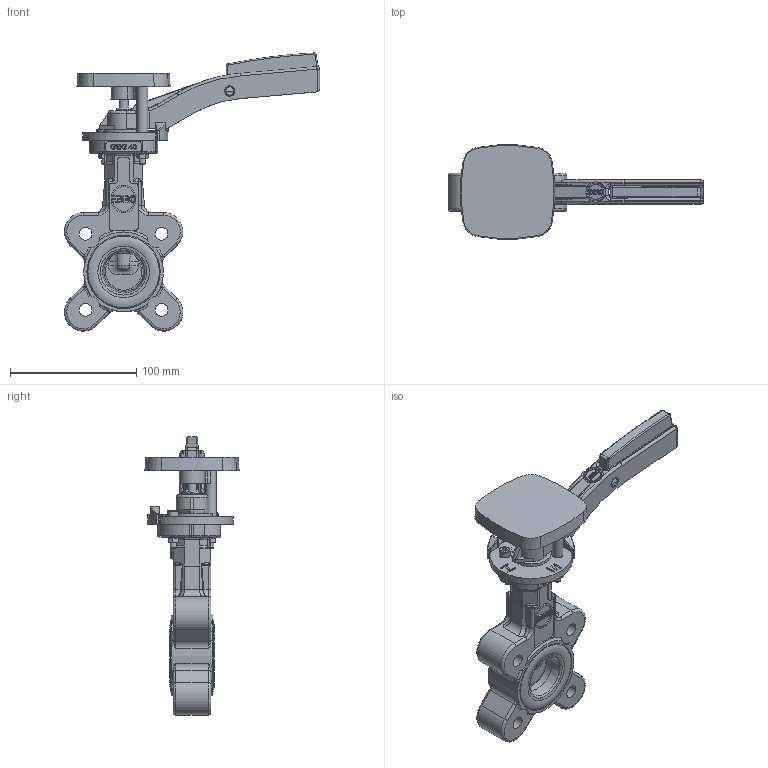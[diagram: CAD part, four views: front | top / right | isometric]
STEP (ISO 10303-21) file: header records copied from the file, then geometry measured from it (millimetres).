
FILE_DESCRIPTION((''),'2;1');
FILE_NAME('Z14Z-025-0008.stp','2009-01-28T13:07:44',('hellwig'),(''),'Autodesk Inventor 2008','Autodesk Inventor 2008','');
FILE_SCHEMA(('AUTOMOTIVE_DESIGN { 1 0 10303 214 1 1 1 1 }'));
Length unit declared in the file: millimetre
Products named in the file (1): Bauteil3
Bounding box: 201.8 x 74.5 x 219.88 mm (x, y, z)
Volume: 356137.5 mm3; surface area: 111101 mm2
Topology: 1 solids, 12 shells, 1533 faces, 4038 edges, 2549 vertices
Faces by surface type: plane 611, cylinder 438, bspline 353, torus 67, cone 57, sphere 7
Full cylindrical faces by diameter (mm): 2.5 x1, 3 x5, 4 x3, 4.5 x1, 5 x4, 5.3 x2, 5.5 x2, 6.45 x1, 7 x2, 8 x2, 8.2 x2, 8.5 x2, 9 x1, 9.2 x1, 9.5 x2, 9.8 x1, 11 x2, 11.2 x1, 12 x3, 12.2 x2, 12.35 x1, 13.8 x1, 14 x3, 14.35 x1, 15 x2, 15.2 x1, 16 x1, 16.2 x1, 16.95 x2, 25 x1
Entity records: 62363 total; most frequent: CARTESIAN_POINT 25484, ORIENTED_EDGE 7622, DIRECTION 6867, EDGE_CURVE 3811, AXIS2_PLACEMENT_3D 2546, VERTEX_POINT 2485, EDGE_LOOP 1776, VECTOR 1775
